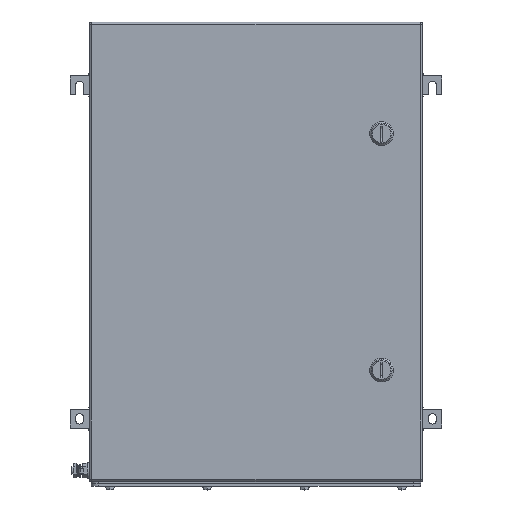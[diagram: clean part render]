
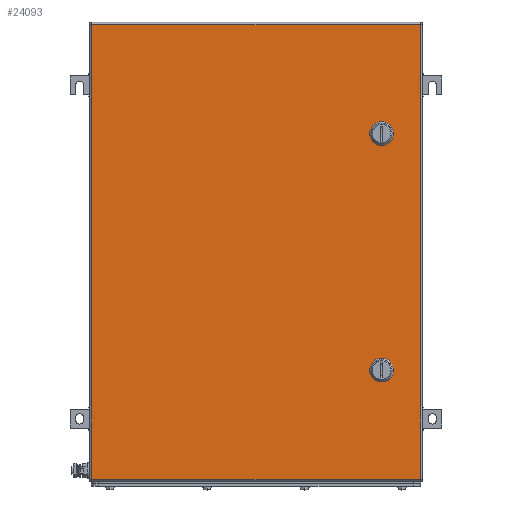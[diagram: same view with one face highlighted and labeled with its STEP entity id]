
A CAD part, top view. The second image highlights one B-rep face of the part: STEP entity #24093.
In plain terms, the highlighted planar face has unit normal (0, 0, 1).
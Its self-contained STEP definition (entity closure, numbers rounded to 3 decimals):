
#23907=AXIS2_PLACEMENT_3D('Circle Axis2P3D',#23905,#23906,$) ;
#23934=AXIS2_PLACEMENT_3D('Plane Axis2P3D',#23931,#23932,#23933) ;
#23979=AXIS2_PLACEMENT_3D('Circle Axis2P3D',#23977,#23978,$) ;
#23993=AXIS2_PLACEMENT_3D('Circle Axis2P3D',#23991,#23992,$) ;
#24007=AXIS2_PLACEMENT_3D('Circle Axis2P3D',#24005,#24006,$) ;
#24029=AXIS2_PLACEMENT_3D('Circle Axis2P3D',#24027,#24028,$) ;
#24045=AXIS2_PLACEMENT_3D('Circle Axis2P3D',#24043,#24044,$) ;
#24059=AXIS2_PLACEMENT_3D('Circle Axis2P3D',#24057,#24058,$) ;
#24073=AXIS2_PLACEMENT_3D('Circle Axis2P3D',#24071,#24072,$) ;
#23902=CARTESIAN_POINT('Vertex',(425.056,470.45,153.5)) ;
#23905=CARTESIAN_POINT('Axis2P3D Location',(420.,480.5,153.5)) ;
#23909=CARTESIAN_POINT('Vertex',(430.05,475.444,153.5)) ;
#23931=CARTESIAN_POINT('Axis2P3D Location',(250.5,321.,153.5)) ;
#23936=CARTESIAN_POINT('Line Origine',(250.5,627.5,153.5)) ;
#23940=CARTESIAN_POINT('Vertex',(472.,627.5,153.5)) ;
#23942=CARTESIAN_POINT('Vertex',(29.,627.5,153.5)) ;
#23945=CARTESIAN_POINT('Line Origine',(29.,321.,153.5)) ;
#23949=CARTESIAN_POINT('Vertex',(29.,14.5,153.5)) ;
#23952=CARTESIAN_POINT('Line Origine',(250.5,14.5,153.5)) ;
#23956=CARTESIAN_POINT('Vertex',(472.,14.5,153.5)) ;
#23959=CARTESIAN_POINT('Line Origine',(472.,321.,153.5)) ;
#23970=CARTESIAN_POINT('Line Origine',(420.,470.45,153.5)) ;
#23974=CARTESIAN_POINT('Vertex',(414.944,470.45,153.5)) ;
#23977=CARTESIAN_POINT('Axis2P3D Location',(420.,480.5,153.5)) ;
#23981=CARTESIAN_POINT('Vertex',(409.95,475.444,153.5)) ;
#23984=CARTESIAN_POINT('Line Origine',(409.95,480.5,153.5)) ;
#23988=CARTESIAN_POINT('Vertex',(409.95,485.556,153.5)) ;
#23991=CARTESIAN_POINT('Axis2P3D Location',(420.,480.5,153.5)) ;
#23995=CARTESIAN_POINT('Vertex',(414.944,490.55,153.5)) ;
#23998=CARTESIAN_POINT('Line Origine',(420.,490.55,153.5)) ;
#24002=CARTESIAN_POINT('Vertex',(425.056,490.55,153.5)) ;
#24005=CARTESIAN_POINT('Axis2P3D Location',(420.,480.5,153.5)) ;
#24009=CARTESIAN_POINT('Vertex',(430.05,485.556,153.5)) ;
#24012=CARTESIAN_POINT('Line Origine',(430.05,480.5,153.5)) ;
#24027=CARTESIAN_POINT('Axis2P3D Location',(420.,161.5,153.5)) ;
#24031=CARTESIAN_POINT('Vertex',(425.056,151.45,153.5)) ;
#24033=CARTESIAN_POINT('Vertex',(430.05,156.444,153.5)) ;
#24036=CARTESIAN_POINT('Line Origine',(420.,151.45,153.5)) ;
#24040=CARTESIAN_POINT('Vertex',(414.944,151.45,153.5)) ;
#24043=CARTESIAN_POINT('Axis2P3D Location',(420.,161.5,153.5)) ;
#24047=CARTESIAN_POINT('Vertex',(409.95,156.444,153.5)) ;
#24050=CARTESIAN_POINT('Line Origine',(409.95,161.5,153.5)) ;
#24054=CARTESIAN_POINT('Vertex',(409.95,166.556,153.5)) ;
#24057=CARTESIAN_POINT('Axis2P3D Location',(420.,161.5,153.5)) ;
#24061=CARTESIAN_POINT('Vertex',(414.944,171.55,153.5)) ;
#24064=CARTESIAN_POINT('Line Origine',(420.,171.55,153.5)) ;
#24068=CARTESIAN_POINT('Vertex',(425.056,171.55,153.5)) ;
#24071=CARTESIAN_POINT('Axis2P3D Location',(420.,161.5,153.5)) ;
#24075=CARTESIAN_POINT('Vertex',(430.05,166.556,153.5)) ;
#24078=CARTESIAN_POINT('Line Origine',(430.05,161.5,153.5)) ;
#23906=DIRECTION('Axis2P3D Direction',(0.,0.,1.)) ;
#23932=DIRECTION('Axis2P3D Direction',(0.,0.,1.)) ;
#23933=DIRECTION('Axis2P3D XDirection',(1.,0.,0.)) ;
#23937=DIRECTION('Vector Direction',(1.,0.,0.)) ;
#23946=DIRECTION('Vector Direction',(0.,-1.,0.)) ;
#23953=DIRECTION('Vector Direction',(1.,0.,0.)) ;
#23960=DIRECTION('Vector Direction',(0.,1.,0.)) ;
#23971=DIRECTION('Vector Direction',(1.,0.,0.)) ;
#23978=DIRECTION('Axis2P3D Direction',(0.,0.,1.)) ;
#23985=DIRECTION('Vector Direction',(0.,1.,0.)) ;
#23992=DIRECTION('Axis2P3D Direction',(0.,0.,1.)) ;
#23999=DIRECTION('Vector Direction',(1.,0.,0.)) ;
#24006=DIRECTION('Axis2P3D Direction',(0.,0.,1.)) ;
#24013=DIRECTION('Vector Direction',(0.,-1.,0.)) ;
#24028=DIRECTION('Axis2P3D Direction',(0.,0.,1.)) ;
#24037=DIRECTION('Vector Direction',(1.,0.,0.)) ;
#24044=DIRECTION('Axis2P3D Direction',(0.,0.,1.)) ;
#24051=DIRECTION('Vector Direction',(0.,1.,0.)) ;
#24058=DIRECTION('Axis2P3D Direction',(0.,0.,1.)) ;
#24065=DIRECTION('Vector Direction',(1.,0.,0.)) ;
#24072=DIRECTION('Axis2P3D Direction',(0.,0.,1.)) ;
#24079=DIRECTION('Vector Direction',(0.,-1.,0.)) ;
#23938=VECTOR('Line Direction',#23937,1.) ;
#23947=VECTOR('Line Direction',#23946,1.) ;
#23954=VECTOR('Line Direction',#23953,1.) ;
#23961=VECTOR('Line Direction',#23960,1.) ;
#23972=VECTOR('Line Direction',#23971,1.) ;
#23986=VECTOR('Line Direction',#23985,1.) ;
#24000=VECTOR('Line Direction',#23999,1.) ;
#24014=VECTOR('Line Direction',#24013,1.) ;
#24038=VECTOR('Line Direction',#24037,1.) ;
#24052=VECTOR('Line Direction',#24051,1.) ;
#24066=VECTOR('Line Direction',#24065,1.) ;
#24080=VECTOR('Line Direction',#24079,1.) ;
#23965=ORIENTED_EDGE('',*,*,#23944,.T.) ;
#23966=ORIENTED_EDGE('',*,*,#23951,.T.) ;
#23967=ORIENTED_EDGE('',*,*,#23958,.T.) ;
#23968=ORIENTED_EDGE('',*,*,#23963,.T.) ;
#24018=ORIENTED_EDGE('',*,*,#23976,.F.) ;
#24019=ORIENTED_EDGE('',*,*,#23983,.F.) ;
#24020=ORIENTED_EDGE('',*,*,#23990,.T.) ;
#24021=ORIENTED_EDGE('',*,*,#23997,.F.) ;
#24022=ORIENTED_EDGE('',*,*,#24004,.T.) ;
#24023=ORIENTED_EDGE('',*,*,#24011,.F.) ;
#24024=ORIENTED_EDGE('',*,*,#24016,.T.) ;
#24025=ORIENTED_EDGE('',*,*,#23911,.F.) ;
#24084=ORIENTED_EDGE('',*,*,#24035,.F.) ;
#24085=ORIENTED_EDGE('',*,*,#24042,.F.) ;
#24086=ORIENTED_EDGE('',*,*,#24049,.F.) ;
#24087=ORIENTED_EDGE('',*,*,#24056,.T.) ;
#24088=ORIENTED_EDGE('',*,*,#24063,.F.) ;
#24089=ORIENTED_EDGE('',*,*,#24070,.T.) ;
#24090=ORIENTED_EDGE('',*,*,#24077,.F.) ;
#24091=ORIENTED_EDGE('',*,*,#24082,.T.) ;
#24026=FACE_BOUND('',#24017,.T.) ;
#24092=FACE_BOUND('',#24083,.T.) ;
#24093=ADVANCED_FACE('ZUB_KTB_QL_624515_1GP_AllCATPart.1\\ZUB_DE_KTB_QL.1\\DE_KTB_MH_PART_MASTER.1\\Koerper.2',(#23969,#24026,#24092),#23935,.T.) ;
#23908=CIRCLE('generated circle',#23907,11.25) ;
#23980=CIRCLE('generated circle',#23979,11.25) ;
#23994=CIRCLE('generated circle',#23993,11.25) ;
#24008=CIRCLE('generated circle',#24007,11.25) ;
#24030=CIRCLE('generated circle',#24029,11.25) ;
#24046=CIRCLE('generated circle',#24045,11.25) ;
#24060=CIRCLE('generated circle',#24059,11.25) ;
#24074=CIRCLE('generated circle',#24073,11.25) ;
#23911=EDGE_CURVE('',#23903,#23910,#23908,.T.) ;
#23944=EDGE_CURVE('',#23941,#23943,#23939,.F.) ;
#23951=EDGE_CURVE('',#23943,#23950,#23948,.T.) ;
#23958=EDGE_CURVE('',#23950,#23957,#23955,.T.) ;
#23963=EDGE_CURVE('',#23957,#23941,#23962,.T.) ;
#23976=EDGE_CURVE('',#23975,#23903,#23973,.T.) ;
#23983=EDGE_CURVE('',#23982,#23975,#23980,.T.) ;
#23990=EDGE_CURVE('',#23982,#23989,#23987,.T.) ;
#23997=EDGE_CURVE('',#23996,#23989,#23994,.T.) ;
#24004=EDGE_CURVE('',#23996,#24003,#24001,.T.) ;
#24011=EDGE_CURVE('',#24010,#24003,#24008,.T.) ;
#24016=EDGE_CURVE('',#24010,#23910,#24015,.T.) ;
#24035=EDGE_CURVE('',#24032,#24034,#24030,.T.) ;
#24042=EDGE_CURVE('',#24041,#24032,#24039,.T.) ;
#24049=EDGE_CURVE('',#24048,#24041,#24046,.T.) ;
#24056=EDGE_CURVE('',#24048,#24055,#24053,.T.) ;
#24063=EDGE_CURVE('',#24062,#24055,#24060,.T.) ;
#24070=EDGE_CURVE('',#24062,#24069,#24067,.T.) ;
#24077=EDGE_CURVE('',#24076,#24069,#24074,.T.) ;
#24082=EDGE_CURVE('',#24076,#24034,#24081,.T.) ;
#23964=EDGE_LOOP('',(#23965,#23966,#23967,#23968)) ;
#24017=EDGE_LOOP('',(#24018,#24019,#24020,#24021,#24022,#24023,#24024,#24025)) ;
#24083=EDGE_LOOP('',(#24084,#24085,#24086,#24087,#24088,#24089,#24090,#24091)) ;
#23969=FACE_OUTER_BOUND('',#23964,.T.) ;
#23939=LINE('Line',#23936,#23938) ;
#23948=LINE('Line',#23945,#23947) ;
#23955=LINE('Line',#23952,#23954) ;
#23962=LINE('Line',#23959,#23961) ;
#23973=LINE('Line',#23970,#23972) ;
#23987=LINE('Line',#23984,#23986) ;
#24001=LINE('Line',#23998,#24000) ;
#24015=LINE('Line',#24012,#24014) ;
#24039=LINE('Line',#24036,#24038) ;
#24053=LINE('Line',#24050,#24052) ;
#24067=LINE('Line',#24064,#24066) ;
#24081=LINE('Line',#24078,#24080) ;
#23935=PLANE('',#23934) ;
#23903=VERTEX_POINT('',#23902) ;
#23910=VERTEX_POINT('',#23909) ;
#23941=VERTEX_POINT('',#23940) ;
#23943=VERTEX_POINT('',#23942) ;
#23950=VERTEX_POINT('',#23949) ;
#23957=VERTEX_POINT('',#23956) ;
#23975=VERTEX_POINT('',#23974) ;
#23982=VERTEX_POINT('',#23981) ;
#23989=VERTEX_POINT('',#23988) ;
#23996=VERTEX_POINT('',#23995) ;
#24003=VERTEX_POINT('',#24002) ;
#24010=VERTEX_POINT('',#24009) ;
#24032=VERTEX_POINT('',#24031) ;
#24034=VERTEX_POINT('',#24033) ;
#24041=VERTEX_POINT('',#24040) ;
#24048=VERTEX_POINT('',#24047) ;
#24055=VERTEX_POINT('',#24054) ;
#24062=VERTEX_POINT('',#24061) ;
#24069=VERTEX_POINT('',#24068) ;
#24076=VERTEX_POINT('',#24075) ;
